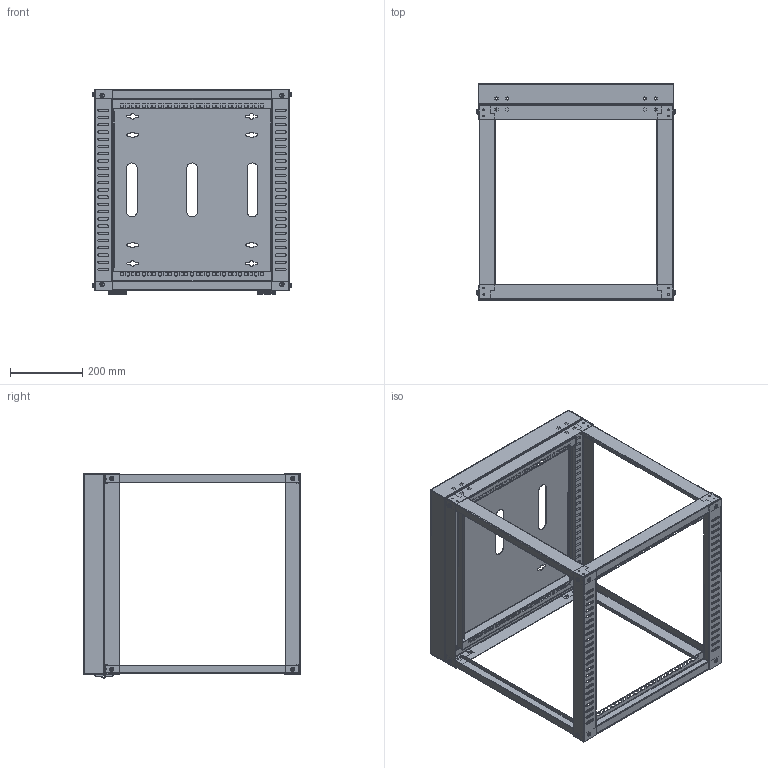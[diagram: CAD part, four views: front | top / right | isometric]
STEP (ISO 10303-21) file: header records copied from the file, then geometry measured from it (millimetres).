
FILE_DESCRIPTION (( 'STEP AP214' ), '1' );
FILE_NAME ('SMC-SWD5609D_3D.step', '2024-03-27T23:03:18', ( '' ), ( '' ), 'SwSTEP 2.0', 'SolidWorks 2022', '' );
FILE_SCHEMA (( 'AUTOMOTIVE_DESIGN' ));
Length unit declared in the file: inch
Products named in the file (3): SMC-SWD5609D_3D; SMC-SWD5609D; SMC-SWD5609D_GATE
Assembly tree (2 placements, depth 2):
  SMC-SWD5609D_3D
    SMC-SWD5609D
    SMC-SWD5609D_GATE
Bounding box: 549.84 x 599.92 x 566.5 mm (x, y, z)
Volume: 1737215.3 mm3; surface area: 2226974.3 mm2
Topology: 4 solids, 4 shells, 2700 faces, 7416 edges, 4654 vertices
Faces by surface type: plane 1564, cylinder 836, bspline 236, cone 64
Entity records: 91550 total; most frequent: CARTESIAN_POINT 21731, ORIENTED_EDGE 14628, DIRECTION 13818, EDGE_CURVE 7314, LINE 5076, VECTOR 5076, VERTEX_POINT 4654, AXIS2_PLACEMENT_3D 4371
